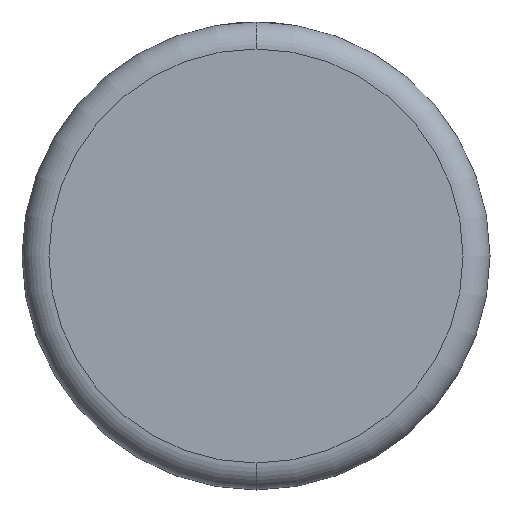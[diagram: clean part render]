
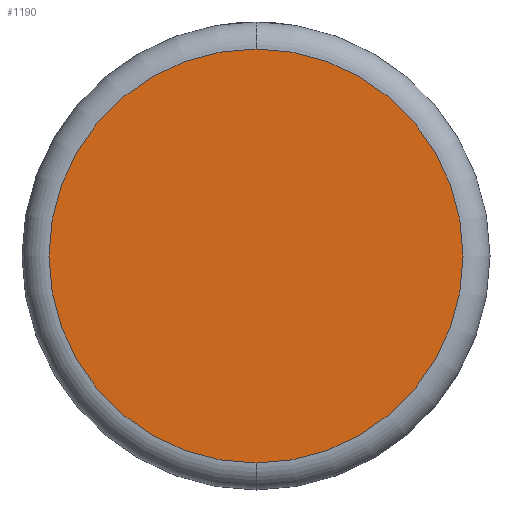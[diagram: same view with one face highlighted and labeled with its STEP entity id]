
A CAD part, front view. The second image highlights one B-rep face of the part: STEP entity #1190.
In plain terms, the highlighted planar face has unit normal (0, -1, 0).
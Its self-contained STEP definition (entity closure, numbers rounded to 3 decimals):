
#168 = EDGE_LOOP ( 'NONE', ( #960, #4144 ) ) ;
#889 = CARTESIAN_POINT ( 'NONE',  ( 0., 0., 0. ) ) ;
#957 = CARTESIAN_POINT ( 'NONE',  ( 0., 0., 0. ) ) ;
#960 = ORIENTED_EDGE ( 'NONE', *, *, #1318, .T. ) ;
#1026 = AXIS2_PLACEMENT_3D ( 'NONE', #889, #3424, #2045 ) ;
#1190 = ADVANCED_FACE ( 'NONE', ( #1491 ), #2911, .F. ) ;
#1318 = EDGE_CURVE ( 'NONE', #4014, #2351, #2256, .T. ) ;
#1491 = FACE_OUTER_BOUND ( 'NONE', #168, .T. ) ;
#1495 = CARTESIAN_POINT ( 'NONE',  ( 0., 0., -18.138 ) ) ;
#1588 = AXIS2_PLACEMENT_3D ( 'NONE', #3589, #4690, #4489 ) ;
#2045 = DIRECTION ( 'NONE',  ( 0., 0., 1. ) ) ;
#2256 = CIRCLE ( 'NONE', #1588, 18.138 ) ;
#2351 = VERTEX_POINT ( 'NONE', #1495 ) ;
#2684 = AXIS2_PLACEMENT_3D ( 'NONE', #957, #4215, #3182 ) ;
#2871 = EDGE_CURVE ( 'NONE', #2351, #4014, #3204, .T. ) ;
#2911 = PLANE ( 'NONE',  #1026 ) ;
#3182 = DIRECTION ( 'NONE',  ( 0., 0., 1. ) ) ;
#3204 = CIRCLE ( 'NONE', #2684, 18.138 ) ;
#3424 = DIRECTION ( 'NONE',  ( 0., 1., 0. ) ) ;
#3589 = CARTESIAN_POINT ( 'NONE',  ( 0., 0., 0. ) ) ;
#4014 = VERTEX_POINT ( 'NONE', #4112 ) ;
#4112 = CARTESIAN_POINT ( 'NONE',  ( 0., 0., 18.138 ) ) ;
#4144 = ORIENTED_EDGE ( 'NONE', *, *, #2871, .T. ) ;
#4215 = DIRECTION ( 'NONE',  ( 0., -1., 0. ) ) ;
#4489 = DIRECTION ( 'NONE',  ( 0., 0., 1. ) ) ;
#4690 = DIRECTION ( 'NONE',  ( 0., -1., 0. ) ) ;
